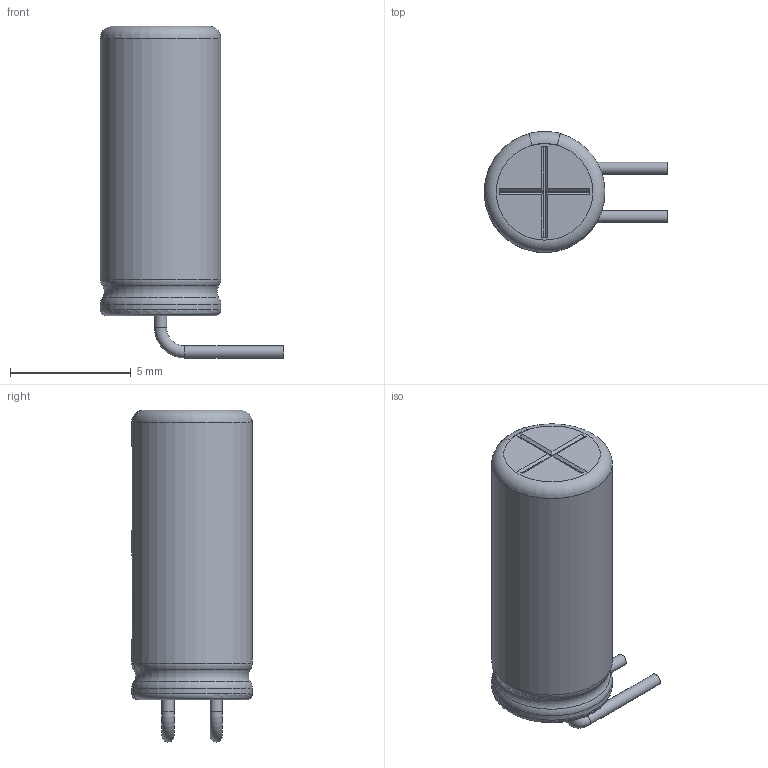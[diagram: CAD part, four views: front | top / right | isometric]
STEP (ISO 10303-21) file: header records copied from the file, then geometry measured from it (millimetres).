
FILE_DESCRIPTION(('FreeCAD Model'),'2;1');
FILE_NAME('Capacitor_Electrolytic_THT_Radial_Angled_D5_H12_P2_d0.5_h1.5_LL2.6.step','2019-07-10T14:38:12',('Author'),(''), 'Open CASCADE STEP processor 7.3','FreeCAD','Unknown');
FILE_SCHEMA(('AUTOMOTIVE_DESIGN { 1 0 10303 214 1 1 1 1 }'));
Length unit declared in the file: millimetre
Products named in the file (1): Capacitor_Electrolytic_THT_Radial_Angled_D5_H12_P2_d0.5_h1.5_LL2.6
Bounding box: 7.6 x 5.01 x 13.76 mm (x, y, z)
Volume: 235.8 mm3; surface area: 243.5 mm2
Topology: 1 solids, 1 shells, 61 faces, 152 edges, 98 vertices
Faces by surface type: plane 31, torus 16, cylinder 14
Full cylindrical faces by diameter (mm): 0.5 x4
Entity records: 2348 total; most frequent: CARTESIAN_POINT 404, DIRECTION 334, ORIENTED_EDGE 304, EDGE_CURVE 152, AXIS2_PLACEMENT_3D 129, VERTEX_POINT 98, LINE 76, VECTOR 76
